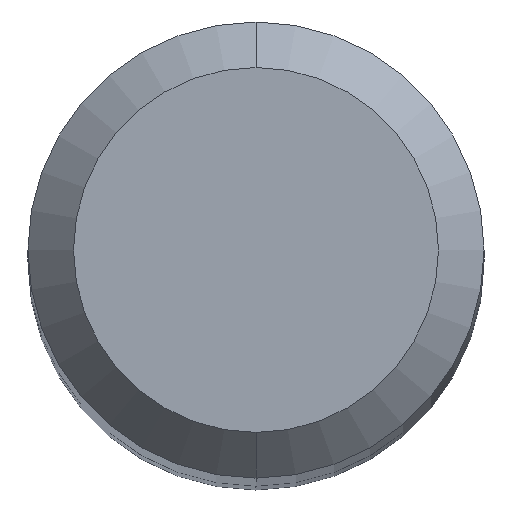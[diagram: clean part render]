
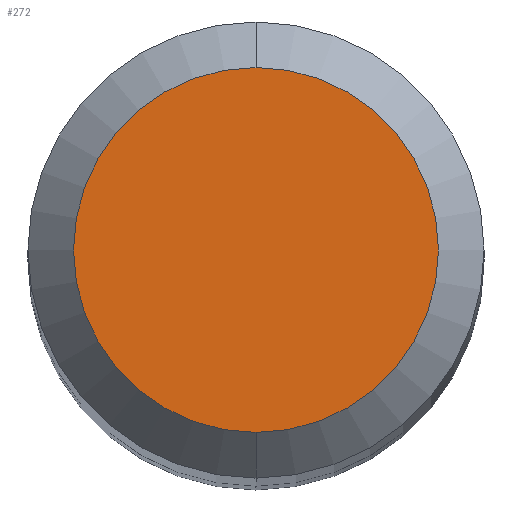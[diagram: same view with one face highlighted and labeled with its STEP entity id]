
A CAD part, top view. The second image highlights one B-rep face of the part: STEP entity #272.
In plain terms, the highlighted planar face has unit normal (0, 0, 1).
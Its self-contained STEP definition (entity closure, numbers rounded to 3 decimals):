
#17 = FACE_OUTER_BOUND ( 'NONE', #287, .T. ) ;
#41 = ORIENTED_EDGE ( 'NONE', *, *, #185, .F. ) ;
#59 = VERTEX_POINT ( 'NONE', #136 ) ;
#62 = DIRECTION ( 'NONE',  ( 0., 0., -1. ) ) ;
#68 = CARTESIAN_POINT ( 'NONE',  ( 0., 1.6, 60. ) ) ;
#90 = CIRCLE ( 'NONE', #223, 1.6 ) ;
#104 = AXIS2_PLACEMENT_3D ( 'NONE', #222, #62, #204 ) ;
#113 = AXIS2_PLACEMENT_3D ( 'NONE', #133, #187, #232 ) ;
#133 = CARTESIAN_POINT ( 'NONE',  ( 0., 0., 60. ) ) ;
#136 = CARTESIAN_POINT ( 'NONE',  ( 0., -1.6, 60. ) ) ;
#149 = CIRCLE ( 'NONE', #104, 1.6 ) ;
#185 = EDGE_CURVE ( 'NONE', #59, #279, #149, .T. ) ;
#187 = DIRECTION ( 'NONE',  ( 0., 0., -1. ) ) ;
#200 = CARTESIAN_POINT ( 'NONE',  ( 0., 0., 60. ) ) ;
#204 = DIRECTION ( 'NONE',  ( 0., 1., 0. ) ) ;
#219 = EDGE_CURVE ( 'NONE', #279, #59, #90, .T. ) ;
#222 = CARTESIAN_POINT ( 'NONE',  ( 0., 0., 60. ) ) ;
#223 = AXIS2_PLACEMENT_3D ( 'NONE', #200, #267, #247 ) ;
#232 = DIRECTION ( 'NONE',  ( 0., 1., 0. ) ) ;
#247 = DIRECTION ( 'NONE',  ( 0., 1., 0. ) ) ;
#267 = DIRECTION ( 'NONE',  ( 0., 0., -1. ) ) ;
#272 = ADVANCED_FACE ( 'NONE', ( #17 ), #308, .F. ) ;
#279 = VERTEX_POINT ( 'NONE', #68 ) ;
#287 = EDGE_LOOP ( 'NONE', ( #295, #41 ) ) ;
#295 = ORIENTED_EDGE ( 'NONE', *, *, #219, .F. ) ;
#308 = PLANE ( 'NONE',  #113 ) ;
